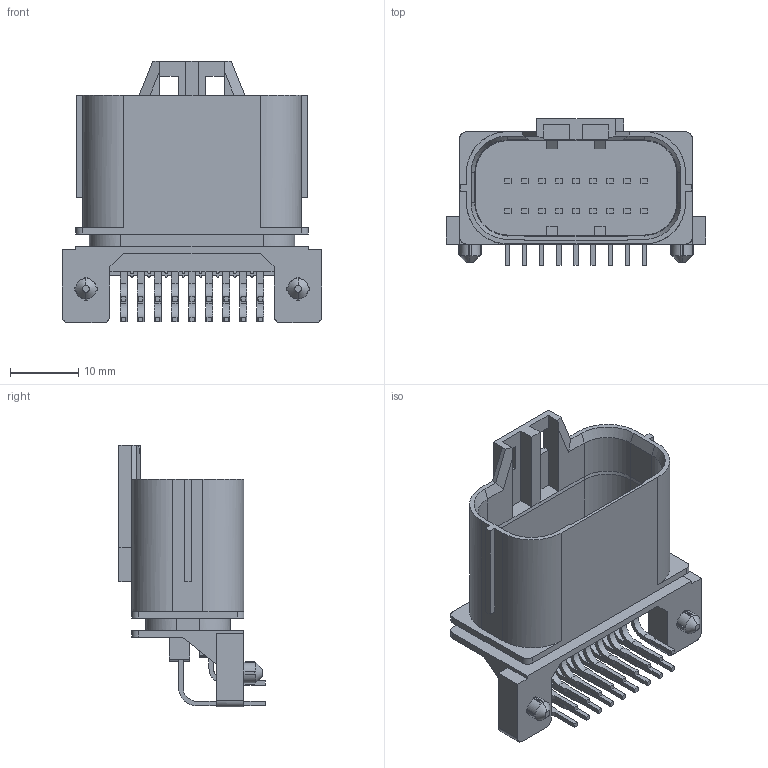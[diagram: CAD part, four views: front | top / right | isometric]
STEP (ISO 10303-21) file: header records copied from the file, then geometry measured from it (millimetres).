
FILE_DESCRIPTION (( 'STEP AP203' ), '1' );
FILE_NAME ('K3D-MX23A18NF1-R5 JAE Connector Division Proprietary.STEP', '2020-02-02T03:04:36', ( '' ), ( '' ), 'SwSTEP 2.0', 'SolidWorks 2019', '' );
FILE_SCHEMA (( 'CONFIG_CONTROL_DESIGN' ));
Length unit declared in the file: millimetre
Products named in the file (1): K3D-MX23A18NF1-R5 JAE Connector Division Proprietary
Bounding box: 38 x 21.4 x 38.3 mm (x, y, z)
Volume: 5426.5 mm3; surface area: 7685.5 mm2
Topology: 1 solids, 1 shells, 601 faces, 1646 edges, 1086 vertices
Faces by surface type: bspline 601
Entity records: 18645 total; most frequent: CARTESIAN_POINT 8587, ORIENTED_EDGE 3292, EDGE_CURVE 1646, B_SPLINE_CURVE_WITH_KNOTS 1586, VERTEX_POINT 1086, EDGE_LOOP 644, ADVANCED_FACE 601, FACE_OUTER_BOUND 601
